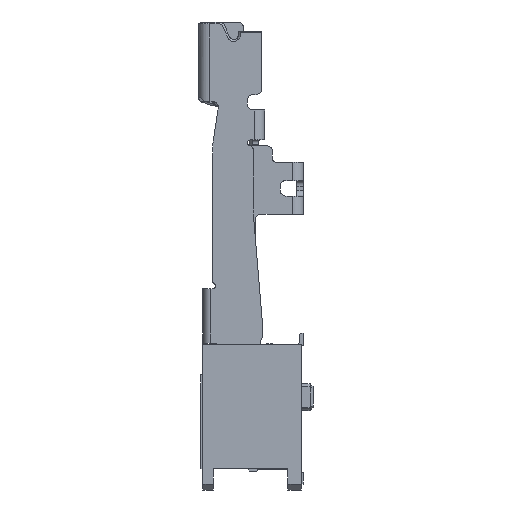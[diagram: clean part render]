
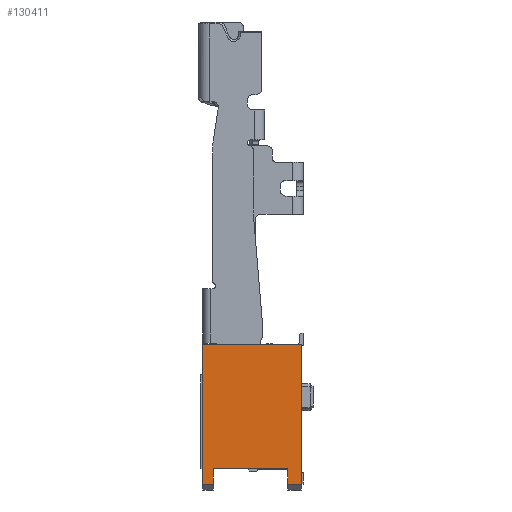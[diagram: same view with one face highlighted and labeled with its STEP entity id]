
A CAD part, left-side view. The second image highlights one B-rep face of the part: STEP entity #130411.
In plain terms, the highlighted planar face has unit normal (-1, 0, 0).
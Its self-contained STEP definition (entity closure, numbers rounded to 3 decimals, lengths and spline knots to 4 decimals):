
#16=DIRECTION('',(0.,-1.,0.));
#17=VECTOR('',#16,0.55);
#18=CARTESIAN_POINT('',(-36.85,5.2,-4.5));
#19=LINE('',#18,#17);
#32=DIRECTION('',(0.,0.,1.));
#33=VECTOR('',#32,0.8);
#34=CARTESIAN_POINT('',(-36.85,4.65,-4.5));
#35=LINE('',#34,#33);
#156=DIRECTION('',(0.,-1.,0.));
#157=VECTOR('',#156,3.85);
#158=CARTESIAN_POINT('',(-36.85,4.65,-3.7));
#159=LINE('',#158,#157);
#2720=DIRECTION('',(0.,1.,0.));
#2721=VECTOR('',#2720,5.1);
#2722=CARTESIAN_POINT('',(-36.85,0.1,2.7));
#2723=LINE('',#2722,#2721);
#42402=DIRECTION('',(0.,0.,-1.));
#42403=VECTOR('',#42402,7.2);
#42404=CARTESIAN_POINT('',(-36.85,5.2,2.7));
#42405=LINE('',#42404,#42403);
#45312=DIRECTION('',(0.,0.,-1.));
#45313=VECTOR('',#45312,0.8);
#45314=CARTESIAN_POINT('',(-36.85,0.8,-3.7));
#45315=LINE('',#45314,#45313);
#45336=DIRECTION('',(0.,-1.,0.));
#45337=VECTOR('',#45336,0.7);
#45338=CARTESIAN_POINT('',(-36.85,0.8,-4.5));
#45339=LINE('',#45338,#45337);
#45344=DIRECTION('',(0.,0.,1.));
#45345=VECTOR('',#45344,7.2);
#45346=CARTESIAN_POINT('',(-36.85,0.1,-4.5));
#45347=LINE('',#45346,#45345);
#99327=CARTESIAN_POINT('',(-36.85,5.2,-4.5));
#99328=CARTESIAN_POINT('',(-36.85,4.65,-4.5));
#99329=VERTEX_POINT('',#99327);
#99330=VERTEX_POINT('',#99328);
#99331=CARTESIAN_POINT('',(-36.85,5.2,2.7));
#99332=VERTEX_POINT('',#99331);
#99333=CARTESIAN_POINT('',(-36.85,0.1,2.7));
#99334=VERTEX_POINT('',#99333);
#99335=CARTESIAN_POINT('',(-36.85,0.1,-4.5));
#99336=VERTEX_POINT('',#99335);
#99337=CARTESIAN_POINT('',(-36.85,0.8,-4.5));
#99338=VERTEX_POINT('',#99337);
#99339=CARTESIAN_POINT('',(-36.85,0.8,-3.7));
#99340=VERTEX_POINT('',#99339);
#99341=CARTESIAN_POINT('',(-36.85,4.65,-3.7));
#99342=VERTEX_POINT('',#99341);
#130388=CARTESIAN_POINT('',(-36.85,2.65,-0.9));
#130389=DIRECTION('',(1.,0.,0.));
#130390=DIRECTION('',(0.,0.,-1.));
#130391=AXIS2_PLACEMENT_3D('',#130388,#130389,#130390);
#130392=PLANE('',#130391);
#130394=ORIENTED_EDGE('',*,*,#130393,.F.);
#130396=ORIENTED_EDGE('',*,*,#130395,.F.);
#130398=ORIENTED_EDGE('',*,*,#130397,.F.);
#130400=ORIENTED_EDGE('',*,*,#130399,.F.);
#130402=ORIENTED_EDGE('',*,*,#130401,.F.);
#130404=ORIENTED_EDGE('',*,*,#130403,.F.);
#130406=ORIENTED_EDGE('',*,*,#130405,.F.);
#130408=ORIENTED_EDGE('',*,*,#130407,.F.);
#130409=EDGE_LOOP('',(#130394,#130396,#130398,#130400,#130402,#130404,#130406,
#130408));
#130410=FACE_OUTER_BOUND('',#130409,.F.);
#130411=ADVANCED_FACE('',(#130410),#130392,.F.);
#130393=EDGE_CURVE('',#99329,#99330,#19,.T.);
#130395=EDGE_CURVE('',#99332,#99329,#42405,.T.);
#130397=EDGE_CURVE('',#99334,#99332,#2723,.T.);
#130399=EDGE_CURVE('',#99336,#99334,#45347,.T.);
#130401=EDGE_CURVE('',#99338,#99336,#45339,.T.);
#130403=EDGE_CURVE('',#99340,#99338,#45315,.T.);
#130405=EDGE_CURVE('',#99342,#99340,#159,.T.);
#130407=EDGE_CURVE('',#99330,#99342,#35,.T.);
